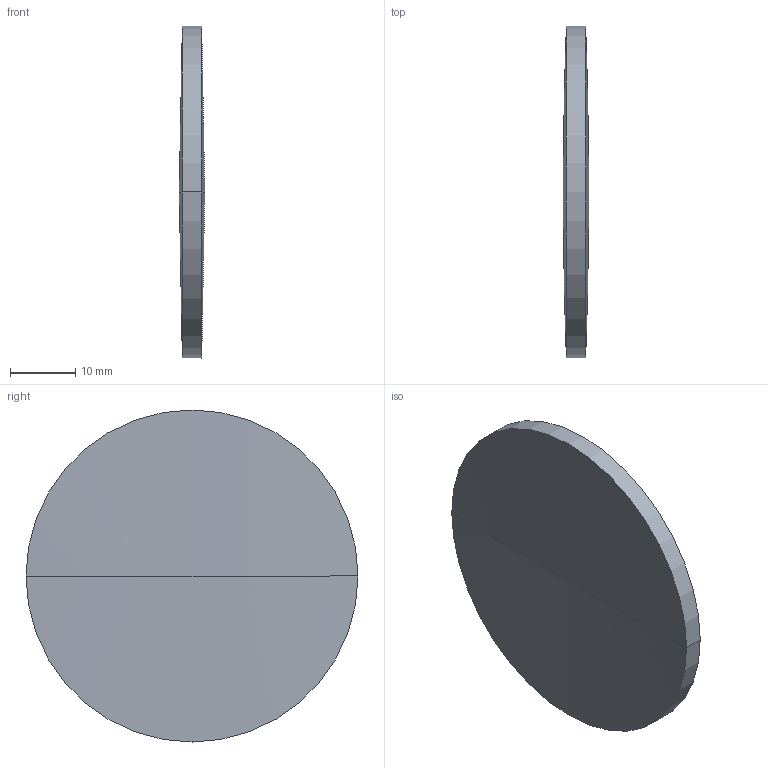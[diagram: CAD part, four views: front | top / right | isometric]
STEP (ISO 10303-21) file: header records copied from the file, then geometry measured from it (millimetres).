
FILE_DESCRIPTION (( 'STEP AP214' ), '1' );
FILE_NAME ('3421-E0W.step', '2007-11-08T21:53:10', ( ' ' ), ( ' ' ), 'SwSTEP 2.0', 'SolidWorks 2007', '' );
FILE_SCHEMA (( 'AUTOMOTIVE_DESIGN' ));
Length unit declared in the file: inch
Products named in the file (1): 3421-E0W
Bounding box: 3.9 x 50.8 x 50.8 mm (x, y, z)
Volume: 6956.2 mm3; surface area: 4528.1 mm2
Topology: 1 solids, 1 shells, 6 faces, 10 edges, 6 vertices
Faces by surface type: sphere 4, cylinder 2
Entity records: 251 total; most frequent: DIRECTION 32, CARTESIAN_POINT 23, ORIENTED_EDGE 20, AXIS2_PLACEMENT_3D 15, EDGE_CURVE 10, UNCERTAINTY_MEASURE_WITH_UNIT 8, LENGTH_MEASURE_WITH_UNIT 8, DIMENSIONAL_EXPONENTS 8
